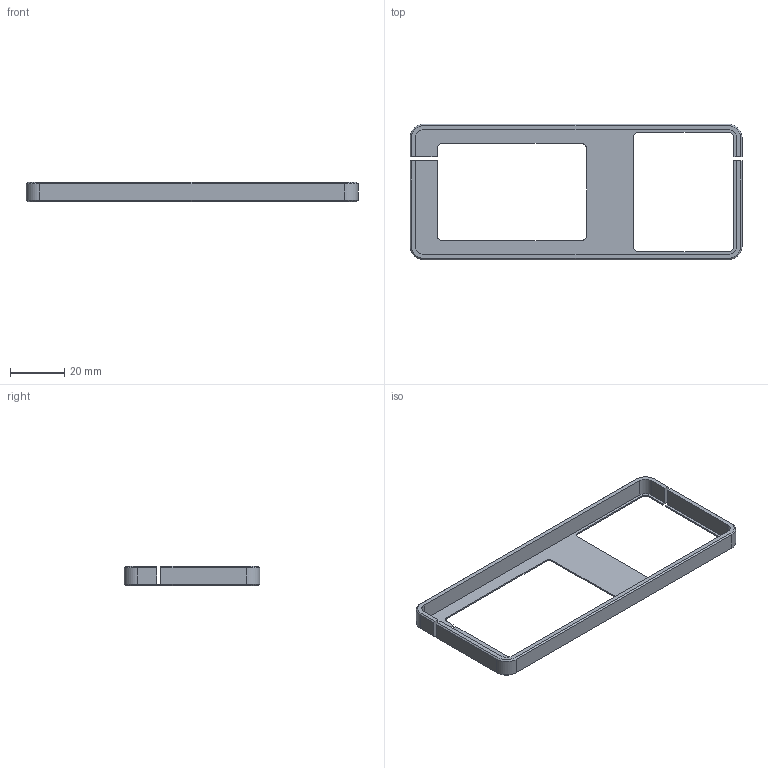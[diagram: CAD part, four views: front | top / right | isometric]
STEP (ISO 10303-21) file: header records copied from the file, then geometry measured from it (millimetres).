
FILE_DESCRIPTION (( 'STEP AP214' ), '1' );
FILE_NAME ('kampela_D1_frame.STEP', '2023-03-26T16:43:50', ( '' ), ( '' ), 'SwSTEP 2.0', 'SolidWorks 2021', '' );
FILE_SCHEMA (( 'AUTOMOTIVE_DESIGN' ));
Length unit declared in the file: millimetre
Products named in the file (1): kampela_D1_frame
Bounding box: 122 x 49.8 x 7 mm (x, y, z)
Volume: 5379.5 mm3; surface area: 9346.9 mm2
Topology: 1 solids, 1 shells, 66 faces, 176 edges, 112 vertices
Faces by surface type: plane 42, cylinder 16, cone 8
Entity records: 2066 total; most frequent: CARTESIAN_POINT 355, ORIENTED_EDGE 352, DIRECTION 350, EDGE_CURVE 176, LINE 136, VECTOR 136, VERTEX_POINT 112, AXIS2_PLACEMENT_3D 107
